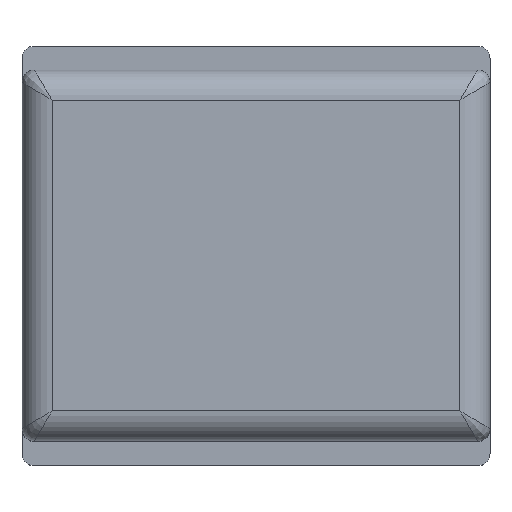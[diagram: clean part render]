
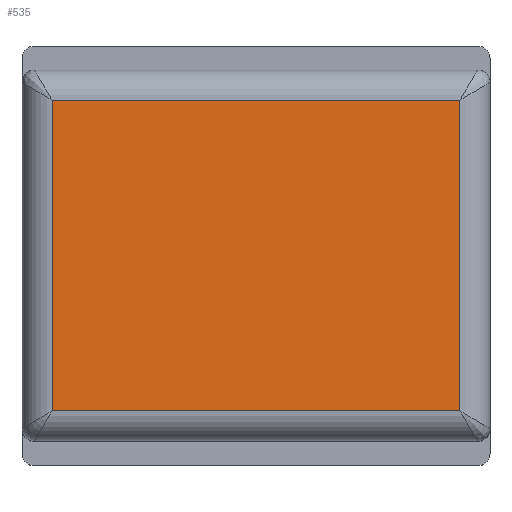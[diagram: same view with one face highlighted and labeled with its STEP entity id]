
A CAD part, top view. The second image highlights one B-rep face of the part: STEP entity #535.
In plain terms, the highlighted planar face has unit normal (0, 0, 1).
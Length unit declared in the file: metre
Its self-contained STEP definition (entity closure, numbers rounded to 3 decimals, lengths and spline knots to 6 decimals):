
#100=ORIENTED_EDGE('',*,*,#248,.T.);
#101=ORIENTED_EDGE('',*,*,#249,.T.);
#102=ORIENTED_EDGE('',*,*,#250,.T.);
#103=ORIENTED_EDGE('',*,*,#251,.T.);
#248=EDGE_CURVE('',#320,#321,#370,.T.);
#249=EDGE_CURVE('',#321,#322,#371,.F.);
#250=EDGE_CURVE('',#322,#323,#372,.F.);
#251=EDGE_CURVE('',#323,#320,#373,.T.);
#320=VERTEX_POINT('',#885);
#321=VERTEX_POINT('',#886);
#322=VERTEX_POINT('',#888);
#323=VERTEX_POINT('',#890);
#370=LINE('',#884,#418);
#371=LINE('',#887,#419);
#372=LINE('',#889,#420);
#373=LINE('',#891,#421);
#418=VECTOR('',#694,1.);
#419=VECTOR('',#695,1.);
#420=VECTOR('',#696,1.);
#421=VECTOR('',#697,1.);
#440=EDGE_LOOP('',(#100,#101,#102,#103));
#480=FACE_BOUND('',#440,.T.);
#518=PLANE('',#585);
#535=ADVANCED_FACE('',(#480),#518,.T.);
#585=AXIS2_PLACEMENT_3D('',#883,#692,#693);
#692=DIRECTION('',(0.,0.,1.));
#693=DIRECTION('',(1.,0.,0.));
#694=DIRECTION('',(1.,0.,0.));
#695=DIRECTION('',(0.,-1.,0.));
#696=DIRECTION('',(1.,0.,0.));
#697=DIRECTION('',(0.,-1.,0.));
#883=CARTESIAN_POINT('',(-0.0005,0.002,0.01275));
#884=CARTESIAN_POINT('',(-0.17035,-0.0514,0.01275));
#885=CARTESIAN_POINT('',(-0.1884,-0.0514,0.01275));
#886=CARTESIAN_POINT('',(-0.1716,-0.0514,0.01275));
#887=CARTESIAN_POINT('',(-0.1716,0.002,0.01275));
#888=CARTESIAN_POINT('',(-0.1716,-0.0386,0.01275));
#889=CARTESIAN_POINT('',(-0.0005,-0.0386,0.01275));
#890=CARTESIAN_POINT('',(-0.1884,-0.0386,0.01275));
#891=CARTESIAN_POINT('',(-0.1884,-0.05265,0.01275));
